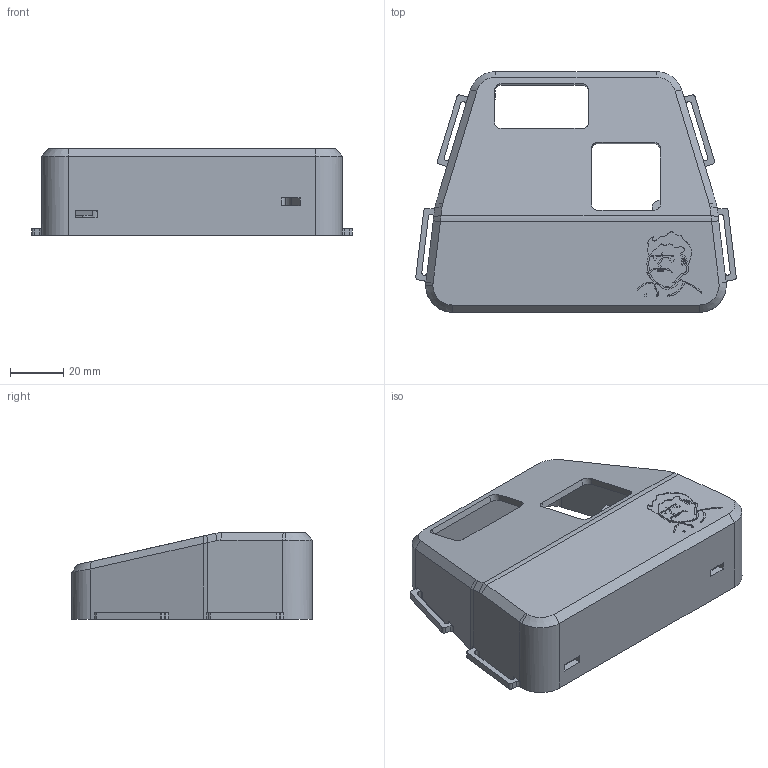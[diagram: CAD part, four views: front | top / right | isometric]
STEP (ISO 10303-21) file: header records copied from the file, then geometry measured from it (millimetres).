
FILE_DESCRIPTION (( 'STEP AP203' ), '1' );
FILE_NAME ('Upper Lid.STEP', '2022-05-12T21:57:19', ( '' ), ( '' ), 'SwSTEP 2.0', 'SolidWorks 2020', '' );
FILE_SCHEMA (( 'CONFIG_CONTROL_DESIGN' ));
Length unit declared in the file: millimetre
Products named in the file (1): Upper Lid
Bounding box: 119.88 x 90 x 32.5 mm (x, y, z)
Volume: 44248.1 mm3; surface area: 38622.1 mm2
Topology: 1 solids, 1 shells, 350 faces, 968 edges, 626 vertices
Faces by surface type: plane 188, cylinder 116, bspline 27, cone 19
Entity records: 11743 total; most frequent: CARTESIAN_POINT 2843, ORIENTED_EDGE 1904, DIRECTION 1725, EDGE_CURVE 952, LINE 643, VECTOR 643, VERTEX_POINT 626, AXIS2_PLACEMENT_3D 541
